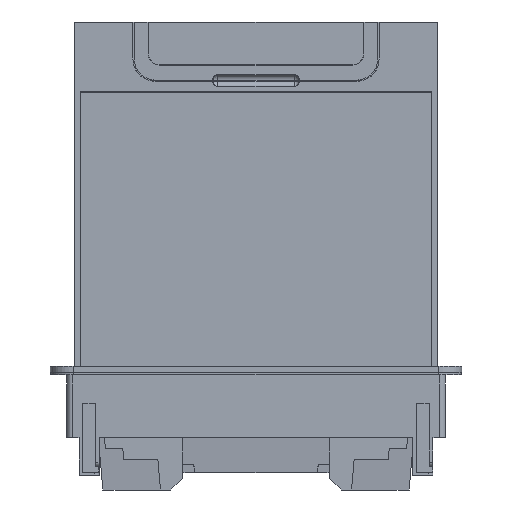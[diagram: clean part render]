
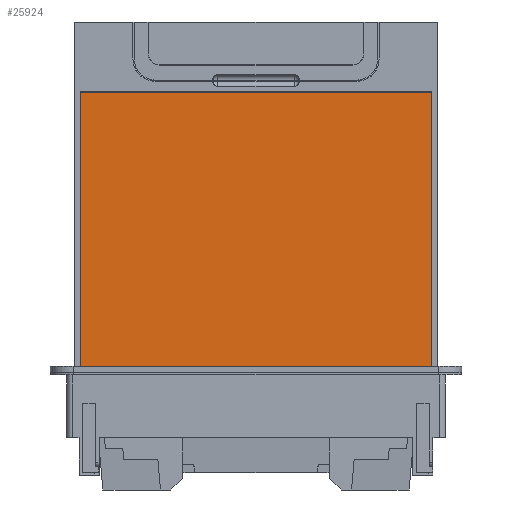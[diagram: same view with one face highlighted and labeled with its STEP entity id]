
A CAD part, front view. The second image highlights one B-rep face of the part: STEP entity #25924.
In plain terms, the highlighted face is planar.
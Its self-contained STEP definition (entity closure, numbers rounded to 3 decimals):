
#25413=CARTESIAN_POINT('Vertex',(-122.974,122.,5.1)) ;
#25416=CARTESIAN_POINT('Line Origine',(-22.77,122.,5.1)) ;
#25420=CARTESIAN_POINT('Vertex',(77.433,122.,5.1)) ;
#25476=CARTESIAN_POINT('Vertex',(77.433,-122.,5.1)) ;
#25479=CARTESIAN_POINT('Line Origine',(-22.77,-122.,5.1)) ;
#25483=CARTESIAN_POINT('Vertex',(-122.974,-122.,5.1)) ;
#25504=CARTESIAN_POINT('Line Origine',(-122.974,0.,5.1)) ;
#25908=CARTESIAN_POINT('Axis2P3D Location',(54.933,0.,5.1)) ;
#25913=CARTESIAN_POINT('Line Origine',(77.433,0.,5.1)) ;
#25417=DIRECTION('Vector Direction',(-1.,0.,0.)) ;
#25480=DIRECTION('Vector Direction',(-1.,0.,0.)) ;
#25505=DIRECTION('Vector Direction',(0.,-1.,0.)) ;
#25909=DIRECTION('Axis2P3D Direction',(0.,0.,1.)) ;
#25910=DIRECTION('Axis2P3D XDirection',(-1.,0.,0.)) ;
#25914=DIRECTION('Vector Direction',(0.,-1.,0.)) ;
#25911=AXIS2_PLACEMENT_3D('Plane Axis2P3D',#25908,#25909,#25910) ;
#25919=ORIENTED_EDGE('',*,*,#25485,.F.) ;
#25920=ORIENTED_EDGE('',*,*,#25917,.F.) ;
#25921=ORIENTED_EDGE('',*,*,#25422,.T.) ;
#25922=ORIENTED_EDGE('',*,*,#25508,.T.) ;
#25418=VECTOR('Line Direction',#25417,1.) ;
#25481=VECTOR('Line Direction',#25480,1.) ;
#25506=VECTOR('Line Direction',#25505,1.) ;
#25915=VECTOR('Line Direction',#25914,1.) ;
#25924=ADVANCED_FACE('Corps de pi\X2\00E8\X0\ce.2',(#25923),#25912,.T.) ;
#25422=EDGE_CURVE('',#25421,#25414,#25419,.T.) ;
#25485=EDGE_CURVE('',#25477,#25484,#25482,.T.) ;
#25508=EDGE_CURVE('',#25414,#25484,#25507,.T.) ;
#25917=EDGE_CURVE('',#25421,#25477,#25916,.T.) ;
#25918=EDGE_LOOP('',(#25919,#25920,#25921,#25922)) ;
#25923=FACE_OUTER_BOUND('',#25918,.T.) ;
#25419=LINE('Line',#25416,#25418) ;
#25482=LINE('Line',#25479,#25481) ;
#25507=LINE('Line',#25504,#25506) ;
#25916=LINE('Line',#25913,#25915) ;
#25912=PLANE('',#25911) ;
#25414=VERTEX_POINT('',#25413) ;
#25421=VERTEX_POINT('',#25420) ;
#25477=VERTEX_POINT('',#25476) ;
#25484=VERTEX_POINT('',#25483) ;
